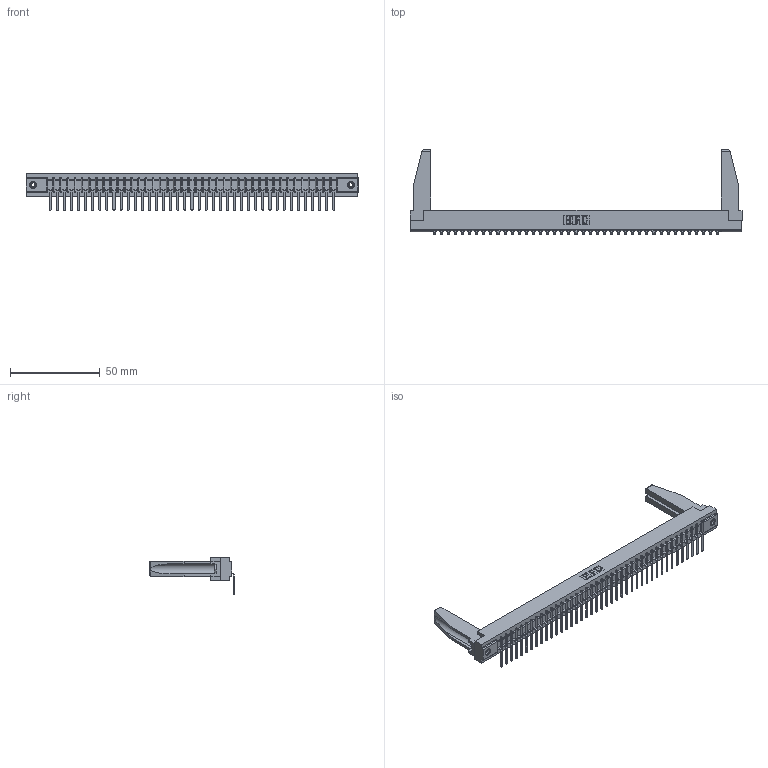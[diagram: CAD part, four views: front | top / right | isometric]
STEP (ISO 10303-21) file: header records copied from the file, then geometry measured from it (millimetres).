
FILE_DESCRIPTION (( 'STEP AP203' ), '1' );
FILE_NAME ('357-041-457-178.STEP', '2020-10-03T09:08:44', ( '' ), ( '' ), 'SwSTEP 2.0', 'SolidWorks 2020', '' );
FILE_SCHEMA (( 'CONFIG_CONTROL_DESIGN' ));
Length unit declared in the file: inch
Products named in the file (5): 357-041-457-178; 307 Part_.156 Dia Mounting Holes; 307-220-078; 307-290-002_557; 345-250-001_345-250-001-102
Assembly tree (46 placements, depth 2):
  357-041-457-178
    307 Part_.156 Dia Mounting Holes
    307-290-002_557  x41
    307-220-078  x2
    345-250-001_345-250-001-102  x2
Bounding box: 185.47 x 47.03 x 20.66 mm (x, y, z)
Volume: 23944.2 mm3; surface area: 29607.9 mm2
Topology: 46 solids, 46 shells, 3488 faces, 10657 edges, 6982 vertices
Faces by surface type: plane 2081, cylinder 1307, sphere 84, cone 12, torus 4
Entity records: 38565 total; most frequent: CARTESIAN_POINT 6506, ORIENTED_EDGE 6452, DIRECTION 6278, EDGE_CURVE 3226, VECTOR 2474, LINE 2474, VERTEX_POINT 2088, AXIS2_PLACEMENT_3D 1902
